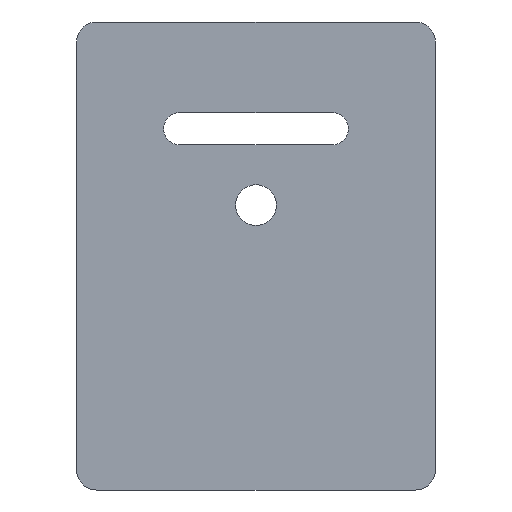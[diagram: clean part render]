
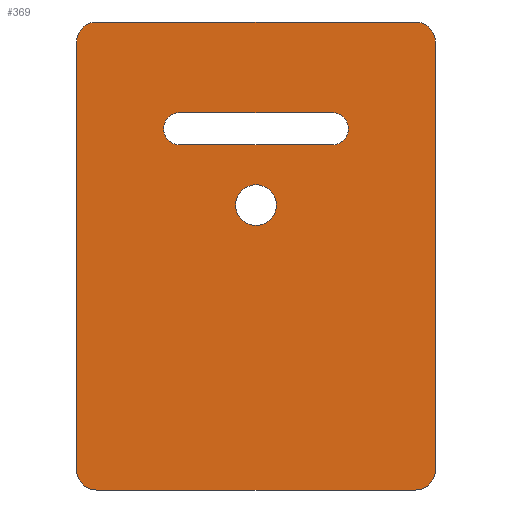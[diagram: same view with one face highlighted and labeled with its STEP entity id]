
A CAD part, front view. The second image highlights one B-rep face of the part: STEP entity #369.
In plain terms, the highlighted planar face has unit normal (0, -1, 0).
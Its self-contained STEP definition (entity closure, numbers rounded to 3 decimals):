
#13 = VERTEX_POINT ( 'NONE', #1140 ) ;
#23 = LINE ( 'NONE', #372, #730 ) ;
#41 = VERTEX_POINT ( 'NONE', #293 ) ;
#46 = ORIENTED_EDGE ( 'NONE', *, *, #67, .T. ) ;
#48 = DIRECTION ( 'NONE',  ( 0., 0., 1. ) ) ;
#54 = CIRCLE ( 'NONE', #706, 2. ) ;
#67 = EDGE_CURVE ( 'NONE', #564, #645, #1096, .T. ) ;
#79 = CARTESIAN_POINT ( 'NONE',  ( -7.5, 0., 0.915 ) ) ;
#118 = LINE ( 'NONE', #381, #511 ) ;
#125 = EDGE_CURVE ( 'NONE', #894, #265, #118, .T. ) ;
#128 = VERTEX_POINT ( 'NONE', #954 ) ;
#134 = EDGE_LOOP ( 'NONE', ( #137, #1070, #851, #555, #545, #449, #768, #46 ) ) ;
#137 = ORIENTED_EDGE ( 'NONE', *, *, #956, .F. ) ;
#142 = CARTESIAN_POINT ( 'NONE',  ( -17.65, 0., -31. ) ) ;
#158 = CARTESIAN_POINT ( 'NONE',  ( 7.5, 0., 0.915 ) ) ;
#167 = AXIS2_PLACEMENT_3D ( 'NONE', #718, #447, #1086 ) ;
#176 = CARTESIAN_POINT ( 'NONE',  ( 15.65, 0., -31. ) ) ;
#192 = VERTEX_POINT ( 'NONE', #79 ) ;
#208 = VERTEX_POINT ( 'NONE', #158 ) ;
#209 = FACE_BOUND ( 'NONE', #1120, .T. ) ;
#210 = CARTESIAN_POINT ( 'NONE',  ( -7.5, 0., 4.085 ) ) ;
#216 = AXIS2_PLACEMENT_3D ( 'NONE', #176, #883, #438 ) ;
#217 = VECTOR ( 'NONE', #1044, 1000. ) ;
#227 = DIRECTION ( 'NONE',  ( 0., 0., 1. ) ) ;
#228 = ORIENTED_EDGE ( 'NONE', *, *, #125, .T. ) ;
#244 = DIRECTION ( 'NONE',  ( -1., 0., 0. ) ) ;
#257 = EDGE_CURVE ( 'NONE', #819, #13, #628, .T. ) ;
#258 = DIRECTION ( 'NONE',  ( 1., 0., 0. ) ) ;
#265 = VERTEX_POINT ( 'NONE', #522 ) ;
#275 = ORIENTED_EDGE ( 'NONE', *, *, #632, .T. ) ;
#287 = ORIENTED_EDGE ( 'NONE', *, *, #475, .T. ) ;
#288 = CARTESIAN_POINT ( 'NONE',  ( -15.65, 0., 11. ) ) ;
#293 = CARTESIAN_POINT ( 'NONE',  ( -15.65, 0., -33. ) ) ;
#297 = CARTESIAN_POINT ( 'NONE',  ( -17.65, 0., -13. ) ) ;
#308 = VECTOR ( 'NONE', #516, 1000. ) ;
#325 = AXIS2_PLACEMENT_3D ( 'NONE', #1063, #616, #974 ) ;
#328 = LINE ( 'NONE', #871, #308 ) ;
#344 = CIRCLE ( 'NONE', #216, 2. ) ;
#357 = EDGE_CURVE ( 'NONE', #564, #13, #710, .T. ) ;
#362 = VERTEX_POINT ( 'NONE', #593 ) ;
#369 = ADVANCED_FACE ( 'NONE', ( #952, #209, #941 ), #744, .F. ) ;
#372 = CARTESIAN_POINT ( 'NONE',  ( 17.65, 0., -13. ) ) ;
#373 = EDGE_LOOP ( 'NONE', ( #740, #275, #228, #287 ) ) ;
#381 = CARTESIAN_POINT ( 'NONE',  ( 0., 0., 4.085 ) ) ;
#386 = DIRECTION ( 'NONE',  ( 0., -1., 0. ) ) ;
#404 = CIRCLE ( 'NONE', #167, 2. ) ;
#438 = DIRECTION ( 'NONE',  ( 0., 0., 1. ) ) ;
#445 = VERTEX_POINT ( 'NONE', #142 ) ;
#447 = DIRECTION ( 'NONE',  ( 0., -1., 0. ) ) ;
#449 = ORIENTED_EDGE ( 'NONE', *, *, #257, .T. ) ;
#461 = CIRCLE ( 'NONE', #611, 1.585 ) ;
#463 = EDGE_CURVE ( 'NONE', #208, #192, #1038, .T. ) ;
#475 = EDGE_CURVE ( 'NONE', #265, #208, #552, .T. ) ;
#483 = DIRECTION ( 'NONE',  ( 0., 1., 0. ) ) ;
#484 = CARTESIAN_POINT ( 'NONE',  ( 0., 0., -7. ) ) ;
#511 = VECTOR ( 'NONE', #258, 1000. ) ;
#516 = DIRECTION ( 'NONE',  ( -1., 0., 0. ) ) ;
#522 = CARTESIAN_POINT ( 'NONE',  ( 7.5, 0., 4.085 ) ) ;
#540 = EDGE_CURVE ( 'NONE', #720, #41, #328, .T. ) ;
#545 = ORIENTED_EDGE ( 'NONE', *, *, #1151, .F. ) ;
#552 = CIRCLE ( 'NONE', #859, 1.585 ) ;
#555 = ORIENTED_EDGE ( 'NONE', *, *, #746, .T. ) ;
#556 = ORIENTED_EDGE ( 'NONE', *, *, #1104, .T. ) ;
#562 = DIRECTION ( 'NONE',  ( 0., 1., 0. ) ) ;
#564 = VERTEX_POINT ( 'NONE', #1082 ) ;
#574 = DIRECTION ( 'NONE',  ( 0., 0., 1. ) ) ;
#577 = EDGE_CURVE ( 'NONE', #445, #41, #404, .T. ) ;
#587 = AXIS2_PLACEMENT_3D ( 'NONE', #288, #386, #1106 ) ;
#593 = CARTESIAN_POINT ( 'NONE',  ( 17.65, 0., -31. ) ) ;
#611 = AXIS2_PLACEMENT_3D ( 'NONE', #641, #993, #1067 ) ;
#614 = CARTESIAN_POINT ( 'NONE',  ( 0., 0., 0.915 ) ) ;
#616 = DIRECTION ( 'NONE',  ( 0., -1., 0. ) ) ;
#628 = CIRCLE ( 'NONE', #325, 2. ) ;
#632 = EDGE_CURVE ( 'NONE', #192, #894, #461, .T. ) ;
#633 = AXIS2_PLACEMENT_3D ( 'NONE', #854, #483, #48 ) ;
#641 = CARTESIAN_POINT ( 'NONE',  ( -7.5, 0., 2.5 ) ) ;
#645 = VERTEX_POINT ( 'NONE', #1107 ) ;
#649 = ORIENTED_EDGE ( 'NONE', *, *, #842, .T. ) ;
#668 = CARTESIAN_POINT ( 'NONE',  ( 17.65, 0., 11. ) ) ;
#681 = CARTESIAN_POINT ( 'NONE',  ( 0., 0., -5. ) ) ;
#687 = CARTESIAN_POINT ( 'NONE',  ( -17.65, 0., 13. ) ) ;
#693 = DIRECTION ( 'NONE',  ( 0., 0., 1. ) ) ;
#697 = CARTESIAN_POINT ( 'NONE',  ( 7.5, 0., 2.5 ) ) ;
#706 = AXIS2_PLACEMENT_3D ( 'NONE', #967, #918, #745 ) ;
#710 = LINE ( 'NONE', #687, #217 ) ;
#718 = CARTESIAN_POINT ( 'NONE',  ( -15.65, 0., -31. ) ) ;
#720 = VERTEX_POINT ( 'NONE', #972 ) ;
#730 = VECTOR ( 'NONE', #933, 1000. ) ;
#740 = ORIENTED_EDGE ( 'NONE', *, *, #463, .T. ) ;
#744 = PLANE ( 'NONE',  #633 ) ;
#745 = DIRECTION ( 'NONE',  ( 0., 0., 1. ) ) ;
#746 = EDGE_CURVE ( 'NONE', #720, #362, #344, .T. ) ;
#768 = ORIENTED_EDGE ( 'NONE', *, *, #357, .F. ) ;
#796 = DIRECTION ( 'NONE',  ( 0., 1., 0. ) ) ;
#819 = VERTEX_POINT ( 'NONE', #668 ) ;
#822 = VERTEX_POINT ( 'NONE', #484 ) ;
#842 = EDGE_CURVE ( 'NONE', #822, #128, #54, .T. ) ;
#851 = ORIENTED_EDGE ( 'NONE', *, *, #540, .F. ) ;
#853 = VECTOR ( 'NONE', #574, 1000. ) ;
#854 = CARTESIAN_POINT ( 'NONE',  ( 0., 0., 0. ) ) ;
#859 = AXIS2_PLACEMENT_3D ( 'NONE', #697, #796, #693 ) ;
#871 = CARTESIAN_POINT ( 'NONE',  ( 17.65, 0., -33. ) ) ;
#883 = DIRECTION ( 'NONE',  ( 0., -1., 0. ) ) ;
#886 = LINE ( 'NONE', #297, #853 ) ;
#894 = VERTEX_POINT ( 'NONE', #210 ) ;
#918 = DIRECTION ( 'NONE',  ( 0., 1., 0. ) ) ;
#933 = DIRECTION ( 'NONE',  ( 0., 0., -1. ) ) ;
#941 = FACE_OUTER_BOUND ( 'NONE', #134, .T. ) ;
#952 = FACE_BOUND ( 'NONE', #373, .T. ) ;
#954 = CARTESIAN_POINT ( 'NONE',  ( 0., 0., -3. ) ) ;
#956 = EDGE_CURVE ( 'NONE', #445, #645, #886, .T. ) ;
#967 = CARTESIAN_POINT ( 'NONE',  ( 0., 0., -5. ) ) ;
#972 = CARTESIAN_POINT ( 'NONE',  ( 15.65, 0., -33. ) ) ;
#974 = DIRECTION ( 'NONE',  ( 0., 0., 1. ) ) ;
#993 = DIRECTION ( 'NONE',  ( 0., 1., 0. ) ) ;
#1011 = VECTOR ( 'NONE', #244, 1000. ) ;
#1038 = LINE ( 'NONE', #614, #1011 ) ;
#1044 = DIRECTION ( 'NONE',  ( 1., 0., 0. ) ) ;
#1048 = CIRCLE ( 'NONE', #1123, 2. ) ;
#1063 = CARTESIAN_POINT ( 'NONE',  ( 15.65, 0., 11. ) ) ;
#1067 = DIRECTION ( 'NONE',  ( 0., 0., 1. ) ) ;
#1070 = ORIENTED_EDGE ( 'NONE', *, *, #577, .T. ) ;
#1082 = CARTESIAN_POINT ( 'NONE',  ( -15.65, 0., 13. ) ) ;
#1086 = DIRECTION ( 'NONE',  ( 0., 0., 1. ) ) ;
#1096 = CIRCLE ( 'NONE', #587, 2. ) ;
#1104 = EDGE_CURVE ( 'NONE', #128, #822, #1048, .T. ) ;
#1106 = DIRECTION ( 'NONE',  ( 0., 0., 1. ) ) ;
#1107 = CARTESIAN_POINT ( 'NONE',  ( -17.65, 0., 11. ) ) ;
#1120 = EDGE_LOOP ( 'NONE', ( #556, #649 ) ) ;
#1123 = AXIS2_PLACEMENT_3D ( 'NONE', #681, #562, #227 ) ;
#1140 = CARTESIAN_POINT ( 'NONE',  ( 15.65, 0., 13. ) ) ;
#1151 = EDGE_CURVE ( 'NONE', #819, #362, #23, .T. ) ;
